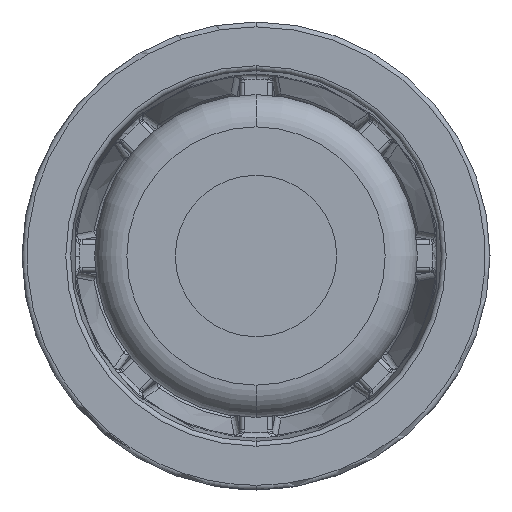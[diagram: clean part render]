
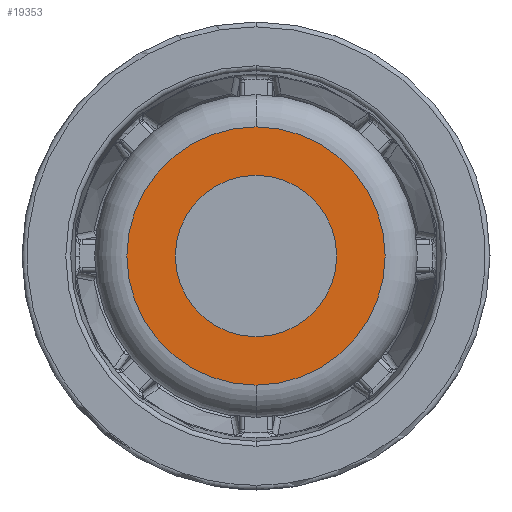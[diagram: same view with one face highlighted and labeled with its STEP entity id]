
A CAD part, front view. The second image highlights one B-rep face of the part: STEP entity #19353.
In plain terms, the highlighted planar face has unit normal (0, -1, 0).
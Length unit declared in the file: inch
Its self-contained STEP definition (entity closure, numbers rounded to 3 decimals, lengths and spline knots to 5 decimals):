
#117 = ORIENTED_EDGE ( 'NONE', *, *, #20106, .T. ) ;
#775 = VERTEX_POINT ( 'NONE', #20092 ) ;
#1318 = CIRCLE ( 'NONE', #4924, 0.19685 ) ;
#1660 = CARTESIAN_POINT ( 'NONE',  ( 0.6135, -0.01966, 1.24316 ) ) ;
#2343 = EDGE_CURVE ( 'NONE', #18650, #19291, #1318, .T. ) ;
#2766 = CARTESIAN_POINT ( 'NONE',  ( 0.81035, -0.01966, 0.9282 ) ) ;
#2866 = AXIS2_PLACEMENT_3D ( 'NONE', #2766, #7791, #19345 ) ;
#3558 = AXIS2_PLACEMENT_3D ( 'NONE', #6074, #17659, #7765 ) ;
#4372 = CIRCLE ( 'NONE', #10951, 0.19685 ) ;
#4924 = AXIS2_PLACEMENT_3D ( 'NONE', #18948, #9052, #20622 ) ;
#4993 = EDGE_LOOP ( 'NONE', ( #12764, #9040 ) ) ;
#5753 = CARTESIAN_POINT ( 'NONE',  ( 0.6135, -0.01966, 0.9282 ) ) ;
#5874 = DIRECTION ( 'NONE',  ( 0., 1., 0. ) ) ;
#6074 = CARTESIAN_POINT ( 'NONE',  ( 0.6135, -0.01966, 0.9282 ) ) ;
#6978 = CIRCLE ( 'NONE', #3558, 0.31496 ) ;
#7447 = DIRECTION ( 'NONE',  ( 0., 0., 1. ) ) ;
#7765 = DIRECTION ( 'NONE',  ( 0., 0., -1. ) ) ;
#7791 = DIRECTION ( 'NONE',  ( 0., -1., 0. ) ) ;
#9040 = ORIENTED_EDGE ( 'NONE', *, *, #19678, .F. ) ;
#9052 = DIRECTION ( 'NONE',  ( 0., 1., 0. ) ) ;
#10951 = AXIS2_PLACEMENT_3D ( 'NONE', #5753, #17345, #7447 ) ;
#11481 = AXIS2_PLACEMENT_3D ( 'NONE', #15798, #5874, #17461 ) ;
#12764 = ORIENTED_EDGE ( 'NONE', *, *, #17759, .F. ) ;
#13963 = FACE_BOUND ( 'NONE', #19277, .T. ) ;
#14491 = FACE_OUTER_BOUND ( 'NONE', #4993, .T. ) ;
#15798 = CARTESIAN_POINT ( 'NONE',  ( 0.6135, -0.01966, 0.9282 ) ) ;
#15805 = ORIENTED_EDGE ( 'NONE', *, *, #2343, .T. ) ;
#16421 = CARTESIAN_POINT ( 'NONE',  ( 0.6135, -0.01966, 0.73135 ) ) ;
#17345 = DIRECTION ( 'NONE',  ( 0., 1., 0. ) ) ;
#17461 = DIRECTION ( 'NONE',  ( 0., 0., -1. ) ) ;
#17659 = DIRECTION ( 'NONE',  ( 0., 1., 0. ) ) ;
#17677 = PLANE ( 'NONE',  #2866 ) ;
#17759 = EDGE_CURVE ( 'NONE', #775, #20479, #21250, .T. ) ;
#18650 = VERTEX_POINT ( 'NONE', #16421 ) ;
#18948 = CARTESIAN_POINT ( 'NONE',  ( 0.6135, -0.01966, 0.9282 ) ) ;
#19277 = EDGE_LOOP ( 'NONE', ( #117, #15805 ) ) ;
#19291 = VERTEX_POINT ( 'NONE', #20820 ) ;
#19345 = DIRECTION ( 'NONE',  ( 0., 0., -1. ) ) ;
#19353 = ADVANCED_FACE ( 'NONE', ( #13963, #14491 ), #17677, .T. ) ;
#19678 = EDGE_CURVE ( 'NONE', #20479, #775, #6978, .T. ) ;
#20092 = CARTESIAN_POINT ( 'NONE',  ( 0.6135, -0.01966, 0.61324 ) ) ;
#20106 = EDGE_CURVE ( 'NONE', #19291, #18650, #4372, .T. ) ;
#20479 = VERTEX_POINT ( 'NONE', #1660 ) ;
#20622 = DIRECTION ( 'NONE',  ( 0., 0., 1. ) ) ;
#20820 = CARTESIAN_POINT ( 'NONE',  ( 0.6135, -0.01966, 1.12505 ) ) ;
#21250 = CIRCLE ( 'NONE', #11481, 0.31496 ) ;
